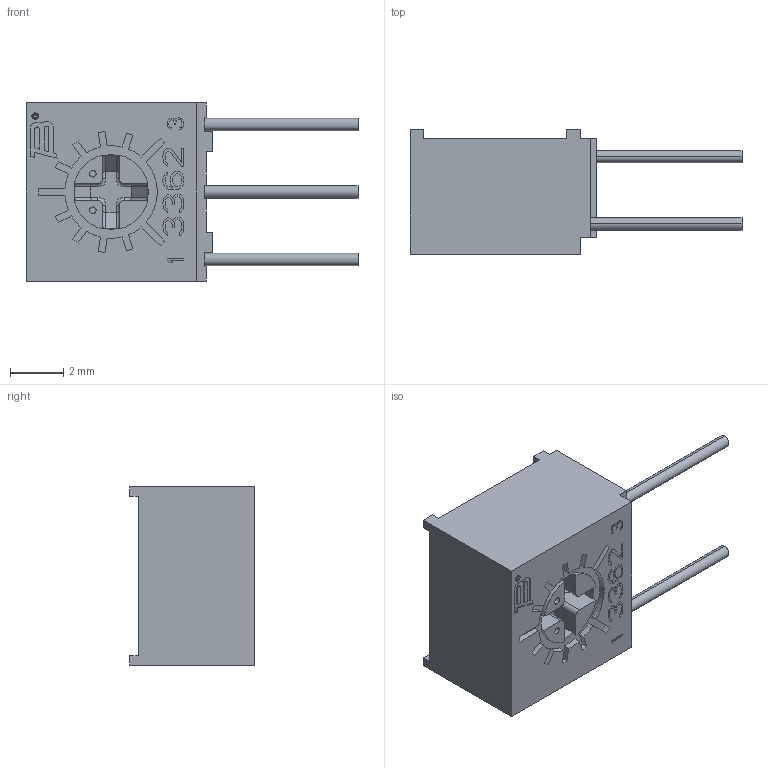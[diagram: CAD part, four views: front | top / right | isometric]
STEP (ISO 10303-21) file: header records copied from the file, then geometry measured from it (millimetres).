
FILE_DESCRIPTION((''),'2;1');
FILE_NAME('3362S001XXX','2013-02-22T',('RICKB'),('Bourns, Inc.'),'PRO/ENGINEER BY PARAMETRIC TECHNOLOGY CORPORATION, 2012230','PRO/ENGINEER BY PARAMETRIC TECHNOLOGY CORPORATION, 2012230','');
FILE_SCHEMA(('CONFIG_CONTROL_DESIGN'));
Length unit declared in the file: inch
Products named in the file (1): 3362S001XXX
Bounding box: 12.5 x 4.7 x 6.71 mm (x, y, z)
Volume: 194.6 mm3; surface area: 281.4 mm2
Topology: 1 solids, 1 shells, 504 faces, 1444 edges, 956 vertices
Faces by surface type: plane 409, cylinder 80, torus 13, cone 2
Entity records: 16412 total; most frequent: CARTESIAN_POINT 3061, ORIENTED_EDGE 2888, DIRECTION 2591, EDGE_CURVE 1444, VECTOR 1249, LINE 1249, VERTEX_POINT 956, AXIS2_PLACEMENT_3D 671
